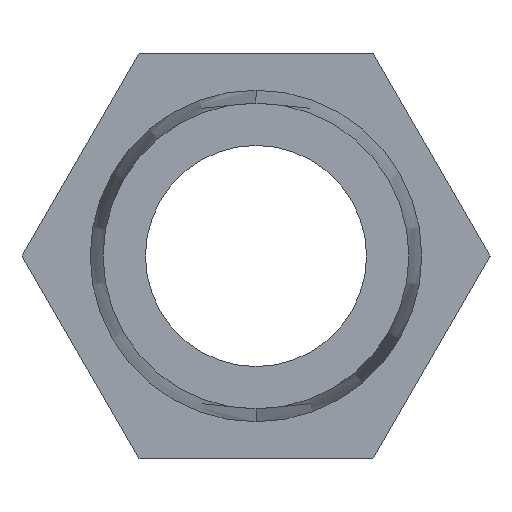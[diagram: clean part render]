
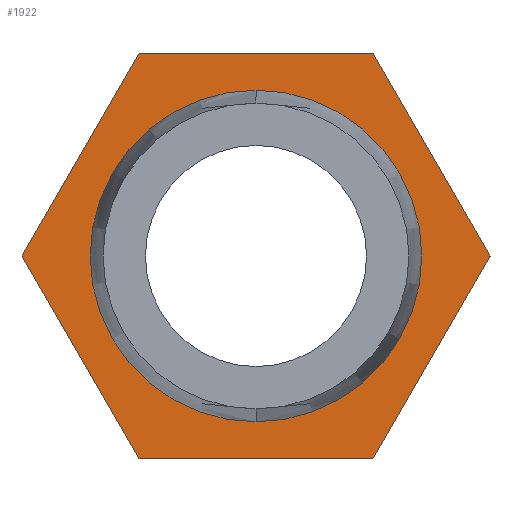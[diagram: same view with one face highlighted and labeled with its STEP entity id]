
A CAD part, left-side view. The second image highlights one B-rep face of the part: STEP entity #1922.
In plain terms, the highlighted planar face has unit normal (-1, 0, 0).
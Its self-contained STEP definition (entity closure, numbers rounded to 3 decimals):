
#36 = CIRCLE ( 'NONE', #855, 4.5 ) ;
#60 = DIRECTION ( 'NONE',  ( 0., 0.5, -0.866 ) ) ;
#149 = VERTEX_POINT ( 'NONE', #5463 ) ;
#280 = DIRECTION ( 'NONE',  ( -1., 0., 0. ) ) ;
#284 = PLANE ( 'NONE',  #5479 ) ;
#405 = LINE ( 'NONE', #4828, #3088 ) ;
#427 = ORIENTED_EDGE ( 'NONE', *, *, #2498, .F. ) ;
#433 = VECTOR ( 'NONE', #1193, 1000. ) ;
#682 = FACE_OUTER_BOUND ( 'NONE', #1730, .T. ) ;
#716 = VERTEX_POINT ( 'NONE', #1564 ) ;
#855 = AXIS2_PLACEMENT_3D ( 'NONE', #1685, #280, #1597 ) ;
#915 = EDGE_CURVE ( 'NONE', #2803, #2958, #4644, .T. ) ;
#1193 = DIRECTION ( 'NONE',  ( 0., -0.5, -0.866 ) ) ;
#1269 = CARTESIAN_POINT ( 'NONE',  ( 10., 0., 4.5 ) ) ;
#1290 = EDGE_LOOP ( 'NONE', ( #1538, #1881 ) ) ;
#1365 = VERTEX_POINT ( 'NONE', #5670 ) ;
#1434 = EDGE_CURVE ( 'NONE', #716, #1496, #5203, .T. ) ;
#1496 = VERTEX_POINT ( 'NONE', #1269 ) ;
#1538 = ORIENTED_EDGE ( 'NONE', *, *, #4632, .F. ) ;
#1564 = CARTESIAN_POINT ( 'NONE',  ( 10., 0., -4.5 ) ) ;
#1597 = DIRECTION ( 'NONE',  ( 0., 0., 1. ) ) ;
#1664 = CARTESIAN_POINT ( 'NONE',  ( 10., -6.351, 0. ) ) ;
#1683 = VECTOR ( 'NONE', #3344, 1000. ) ;
#1685 = CARTESIAN_POINT ( 'NONE',  ( 10., 0., 0. ) ) ;
#1698 = ORIENTED_EDGE ( 'NONE', *, *, #2643, .F. ) ;
#1730 = EDGE_LOOP ( 'NONE', ( #1833, #1698, #1843, #427, #2786, #4772 ) ) ;
#1757 = CARTESIAN_POINT ( 'NONE',  ( 10., -3.175, -5.5 ) ) ;
#1826 = EDGE_CURVE ( 'NONE', #1365, #4171, #3202, .T. ) ;
#1833 = ORIENTED_EDGE ( 'NONE', *, *, #4782, .F. ) ;
#1843 = ORIENTED_EDGE ( 'NONE', *, *, #915, .F. ) ;
#1881 = ORIENTED_EDGE ( 'NONE', *, *, #1434, .F. ) ;
#1922 = ADVANCED_FACE ( 'NONE', ( #5449, #682 ), #284, .F. ) ;
#2018 = DIRECTION ( 'NONE',  ( -1., 0., 0. ) ) ;
#2085 = CARTESIAN_POINT ( 'NONE',  ( 10., 3.175, 5.5 ) ) ;
#2353 = AXIS2_PLACEMENT_3D ( 'NONE', #3833, #2018, #3772 ) ;
#2367 = LINE ( 'NONE', #2738, #2978 ) ;
#2466 = DIRECTION ( 'NONE',  ( 0., -0.5, 0.866 ) ) ;
#2485 = LINE ( 'NONE', #2888, #1683 ) ;
#2498 = EDGE_CURVE ( 'NONE', #4171, #2803, #3514, .T. ) ;
#2643 = EDGE_CURVE ( 'NONE', #2958, #5094, #405, .T. ) ;
#2738 = CARTESIAN_POINT ( 'NONE',  ( 10., -3.175, -5.5 ) ) ;
#2786 = ORIENTED_EDGE ( 'NONE', *, *, #1826, .F. ) ;
#2803 = VERTEX_POINT ( 'NONE', #5571 ) ;
#2849 = CARTESIAN_POINT ( 'NONE',  ( 10., 3.175, 5.5 ) ) ;
#2888 = CARTESIAN_POINT ( 'NONE',  ( 10., 3.175, -5.5 ) ) ;
#2958 = VERTEX_POINT ( 'NONE', #1664 ) ;
#2978 = VECTOR ( 'NONE', #4470, 1000. ) ;
#3088 = VECTOR ( 'NONE', #60, 1000. ) ;
#3202 = LINE ( 'NONE', #4959, #4561 ) ;
#3295 = DIRECTION ( 'NONE',  ( 1., 0., 0. ) ) ;
#3344 = DIRECTION ( 'NONE',  ( 0., 0.5, 0.866 ) ) ;
#3514 = LINE ( 'NONE', #2849, #5017 ) ;
#3759 = CARTESIAN_POINT ( 'NONE',  ( 10., 0., 0. ) ) ;
#3772 = DIRECTION ( 'NONE',  ( 0., 0., 1. ) ) ;
#3821 = DIRECTION ( 'NONE',  ( 0., 0., -1. ) ) ;
#3833 = CARTESIAN_POINT ( 'NONE',  ( 10., 0., 0. ) ) ;
#4069 = EDGE_CURVE ( 'NONE', #149, #1365, #2485, .T. ) ;
#4171 = VERTEX_POINT ( 'NONE', #2085 ) ;
#4470 = DIRECTION ( 'NONE',  ( 0., 1., 0. ) ) ;
#4561 = VECTOR ( 'NONE', #2466, 1000. ) ;
#4600 = DIRECTION ( 'NONE',  ( 0., -1., 0. ) ) ;
#4632 = EDGE_CURVE ( 'NONE', #1496, #716, #36, .T. ) ;
#4644 = LINE ( 'NONE', #5529, #433 ) ;
#4772 = ORIENTED_EDGE ( 'NONE', *, *, #4069, .F. ) ;
#4782 = EDGE_CURVE ( 'NONE', #5094, #149, #2367, .T. ) ;
#4828 = CARTESIAN_POINT ( 'NONE',  ( 10., -6.351, 0. ) ) ;
#4959 = CARTESIAN_POINT ( 'NONE',  ( 10., 6.351, 0. ) ) ;
#5017 = VECTOR ( 'NONE', #4600, 1000. ) ;
#5094 = VERTEX_POINT ( 'NONE', #1757 ) ;
#5203 = CIRCLE ( 'NONE', #2353, 4.5 ) ;
#5449 = FACE_BOUND ( 'NONE', #1290, .T. ) ;
#5463 = CARTESIAN_POINT ( 'NONE',  ( 10., 3.175, -5.5 ) ) ;
#5479 = AXIS2_PLACEMENT_3D ( 'NONE', #3759, #3295, #3821 ) ;
#5529 = CARTESIAN_POINT ( 'NONE',  ( 10., -3.175, 5.5 ) ) ;
#5571 = CARTESIAN_POINT ( 'NONE',  ( 10., -3.175, 5.5 ) ) ;
#5670 = CARTESIAN_POINT ( 'NONE',  ( 10., 6.351, 0. ) ) ;
